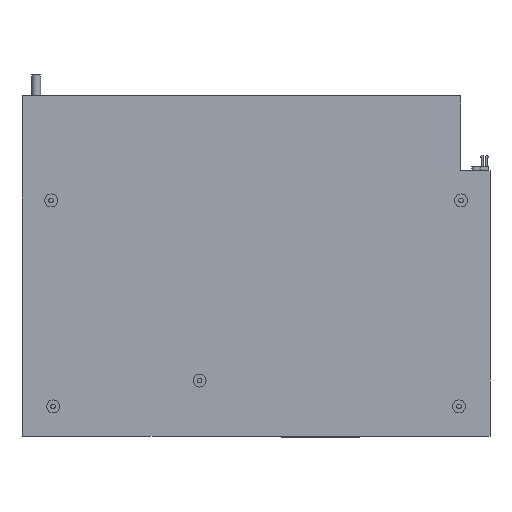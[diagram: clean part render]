
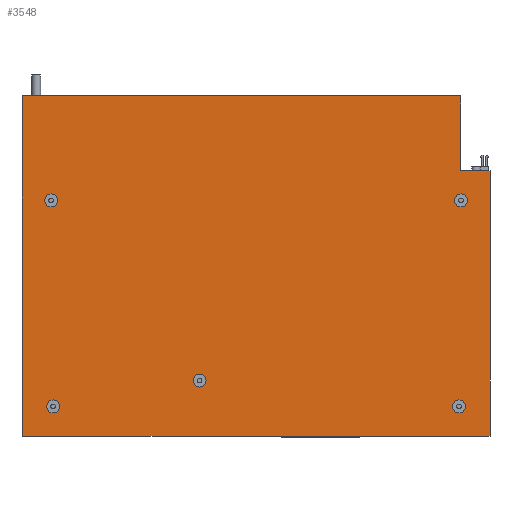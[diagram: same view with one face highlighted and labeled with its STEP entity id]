
A CAD part, left-side view. The second image highlights one B-rep face of the part: STEP entity #3548.
In plain terms, the highlighted face is planar.
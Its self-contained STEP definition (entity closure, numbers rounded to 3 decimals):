
#573=FACE_BOUND('',#9355,.T.);
#574=FACE_BOUND('',#9356,.T.);
#575=FACE_BOUND('',#9357,.T.);
#576=FACE_BOUND('',#9358,.T.);
#577=FACE_BOUND('',#9359,.T.);
#578=FACE_BOUND('',#9360,.T.);
#3075=CIRCLE('',#37712,4.);
#3076=CIRCLE('',#37713,4.);
#3077=CIRCLE('',#37714,4.);
#3078=CIRCLE('',#37715,4.);
#3079=CIRCLE('',#37716,4.);
#3548=ADVANCED_FACE('',(#573,#574,#575,#576,#577,#578),#5526,.T.);
#5526=PLANE('',#37717);
#9355=EDGE_LOOP('',(#12953));
#9356=EDGE_LOOP('',(#12954));
#9357=EDGE_LOOP('',(#12955));
#9358=EDGE_LOOP('',(#12956,#12957,#12958,#12959,#12960,#12961));
#9359=EDGE_LOOP('',(#12962));
#9360=EDGE_LOOP('',(#12963));
#12953=ORIENTED_EDGE('',*,*,#24680,.F.);
#12954=ORIENTED_EDGE('',*,*,#24681,.T.);
#12955=ORIENTED_EDGE('',*,*,#24682,.T.);
#12956=ORIENTED_EDGE('',*,*,#24683,.T.);
#12957=ORIENTED_EDGE('',*,*,#24684,.T.);
#12958=ORIENTED_EDGE('',*,*,#24685,.T.);
#12959=ORIENTED_EDGE('',*,*,#24686,.T.);
#12960=ORIENTED_EDGE('',*,*,#24687,.T.);
#12961=ORIENTED_EDGE('',*,*,#24624,.T.);
#12962=ORIENTED_EDGE('',*,*,#24688,.T.);
#12963=ORIENTED_EDGE('',*,*,#24689,.T.);
#21224=VERTEX_POINT('',#49847);
#21225=VERTEX_POINT('',#49849);
#21278=VERTEX_POINT('',#49968);
#21279=VERTEX_POINT('',#49970);
#21280=VERTEX_POINT('',#49972);
#21281=VERTEX_POINT('',#49974);
#21282=VERTEX_POINT('',#49976);
#21283=VERTEX_POINT('',#49978);
#21284=VERTEX_POINT('',#49980);
#21285=VERTEX_POINT('',#49983);
#21286=VERTEX_POINT('',#49985);
#24624=EDGE_CURVE('',#21225,#21224,#29292,.T.);
#24680=EDGE_CURVE('',#21278,#21278,#3075,.T.);
#24681=EDGE_CURVE('',#21279,#21279,#3076,.T.);
#24682=EDGE_CURVE('',#21280,#21280,#3077,.T.);
#24683=EDGE_CURVE('',#21224,#21281,#29329,.T.);
#24684=EDGE_CURVE('',#21281,#21282,#29330,.T.);
#24685=EDGE_CURVE('',#21282,#21283,#29331,.T.);
#24686=EDGE_CURVE('',#21283,#21284,#29332,.T.);
#24687=EDGE_CURVE('',#21284,#21225,#29333,.T.);
#24688=EDGE_CURVE('',#21285,#21285,#3078,.T.);
#24689=EDGE_CURVE('',#21286,#21286,#3079,.T.);
#29292=LINE('',#49848,#33656);
#29329=LINE('',#49973,#33693);
#29330=LINE('',#49975,#33694);
#29331=LINE('',#49977,#33695);
#29332=LINE('',#49979,#33696);
#29333=LINE('',#49981,#33697);
#33656=VECTOR('',#41030,1.);
#33693=VECTOR('',#41131,1.);
#33694=VECTOR('',#41132,1.);
#33695=VECTOR('',#41133,1.);
#33696=VECTOR('',#41134,1.);
#33697=VECTOR('',#41135,1.);
#37712=AXIS2_PLACEMENT_3D('',#49967,#41125,#41126);
#37713=AXIS2_PLACEMENT_3D('',#49969,#41127,#41128);
#37714=AXIS2_PLACEMENT_3D('',#49971,#41129,#41130);
#37715=AXIS2_PLACEMENT_3D('',#49982,#41136,#41137);
#37716=AXIS2_PLACEMENT_3D('',#49984,#41138,#41139);
#37717=AXIS2_PLACEMENT_3D('',#49986,#41140,#41141);
#41030=DIRECTION('',(-1.,0.,0.));
#41125=DIRECTION('',(0.,1.,0.));
#41126=DIRECTION('',(-1.,0.,0.));
#41127=DIRECTION('',(0.,-1.,0.));
#41128=DIRECTION('',(-1.,0.,0.));
#41129=DIRECTION('',(0.,-1.,0.));
#41130=DIRECTION('',(-1.,0.,0.));
#41131=DIRECTION('',(0.,0.,1.));
#41132=DIRECTION('',(1.,0.,0.));
#41133=DIRECTION('',(0.,0.,-1.));
#41134=DIRECTION('',(-1.,0.,0.));
#41135=DIRECTION('',(0.,0.,-1.));
#41136=DIRECTION('',(0.,-1.,0.));
#41137=DIRECTION('',(-1.,0.,0.));
#41138=DIRECTION('',(0.,-1.,0.));
#41139=DIRECTION('',(1.,0.,0.));
#41140=DIRECTION('',(0.,1.,0.));
#41141=DIRECTION('',(0.,0.,1.));
#49847=CARTESIAN_POINT('',(-19.3,8.5,-185.4));
#49848=CARTESIAN_POINT('',(252.66,8.5,-185.4));
#49849=CARTESIAN_POINT('',(252.66,8.5,-185.4));
#49967=CARTESIAN_POINT('',(-1.27,8.5,-120.65));
#49968=CARTESIAN_POINT('',(-5.27,8.5,-120.65));
#49969=CARTESIAN_POINT('',(90.75,8.5,-9.04));
#49970=CARTESIAN_POINT('',(86.75,8.5,-9.04));
#49971=CARTESIAN_POINT('',(252.73,8.5,-120.65));
#49972=CARTESIAN_POINT('',(248.73,8.5,-120.65));
#49973=CARTESIAN_POINT('',(-19.3,8.5,-185.4));
#49974=CARTESIAN_POINT('',(-19.3,8.5,25.4));
#49975=CARTESIAN_POINT('',(-19.3,8.5,25.4));
#49976=CARTESIAN_POINT('',(270.7,8.5,25.4));
#49977=CARTESIAN_POINT('',(270.7,8.5,25.4));
#49978=CARTESIAN_POINT('',(270.7,8.5,-139.2));
#49979=CARTESIAN_POINT('',(270.7,8.5,-139.2));
#49980=CARTESIAN_POINT('',(252.66,8.5,-139.2));
#49981=CARTESIAN_POINT('',(252.66,8.5,-139.2));
#49982=CARTESIAN_POINT('',(251.46,8.5,7.));
#49983=CARTESIAN_POINT('',(247.46,8.5,7.));
#49984=CARTESIAN_POINT('',(0.,8.5,7.));
#49985=CARTESIAN_POINT('',(4.,8.5,7.));
#49986=CARTESIAN_POINT('',(-19.3,8.5,25.4));
